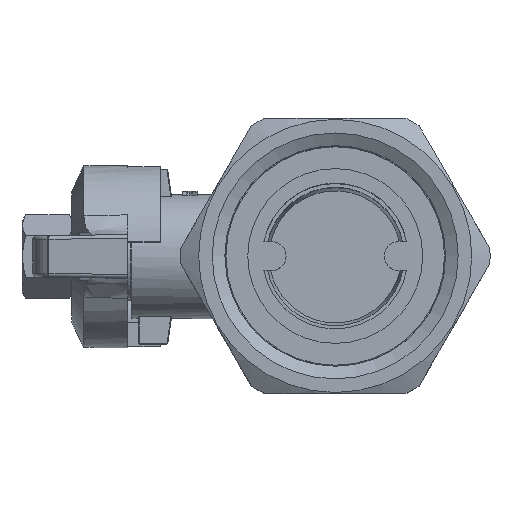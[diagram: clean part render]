
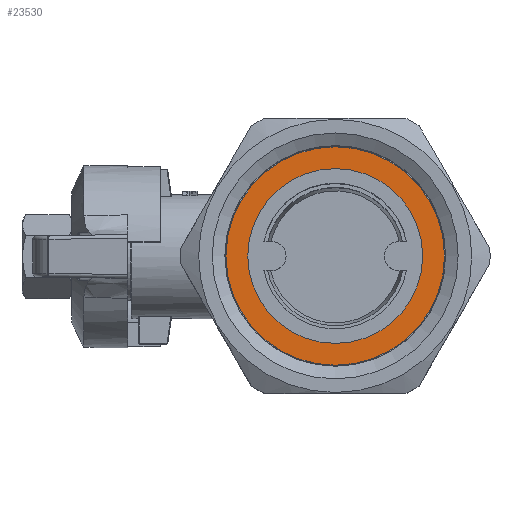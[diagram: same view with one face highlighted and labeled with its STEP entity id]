
A CAD part, top view. The second image highlights one B-rep face of the part: STEP entity #23530.
In plain terms, the highlighted face is planar.
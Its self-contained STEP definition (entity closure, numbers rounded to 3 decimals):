
#11780=ORIENTED_EDGE('',*,*,#15300,.F.);
#11781=ORIENTED_EDGE('',*,*,#15301,.F.);
#15300=EDGE_CURVE('',#17660,#17660,#18106,.T.);
#15301=EDGE_CURVE('',#17661,#17661,#18107,.T.);
#17660=VERTEX_POINT('',#55110);
#17661=VERTEX_POINT('',#55113);
#18106=CIRCLE('',#34989,15.);
#18107=CIRCLE('',#34991,12.);
#19597=EDGE_LOOP('',(#11780));
#19598=EDGE_LOOP('',(#11781));
#21100=FACE_BOUND('',#19597,.T.);
#21101=FACE_BOUND('',#19598,.T.);
#22201=PLANE('',#34990);
#23530=ADVANCED_FACE('',(#21100,#21101),#22201,.T.);
#34989=AXIS2_PLACEMENT_3D('',#55109,#42955,#42956);
#34990=AXIS2_PLACEMENT_3D('',#55111,#42957,#42958);
#34991=AXIS2_PLACEMENT_3D('',#55112,#42959,#42960);
#42955=DIRECTION('',(1.,0.,0.));
#42956=DIRECTION('',(0.,-1.,0.));
#42957=DIRECTION('',(-1.,0.,0.));
#42958=DIRECTION('',(0.,0.,1.));
#42959=DIRECTION('',(-1.,0.,0.));
#42960=DIRECTION('',(0.,1.,0.));
#55109=CARTESIAN_POINT('',(-2.,0.,0.));
#55110=CARTESIAN_POINT('',(-2.,-15.,0.));
#55111=CARTESIAN_POINT('',(-2.,7.5,0.));
#55112=CARTESIAN_POINT('',(-2.,0.,0.));
#55113=CARTESIAN_POINT('',(-2.,12.,0.));
